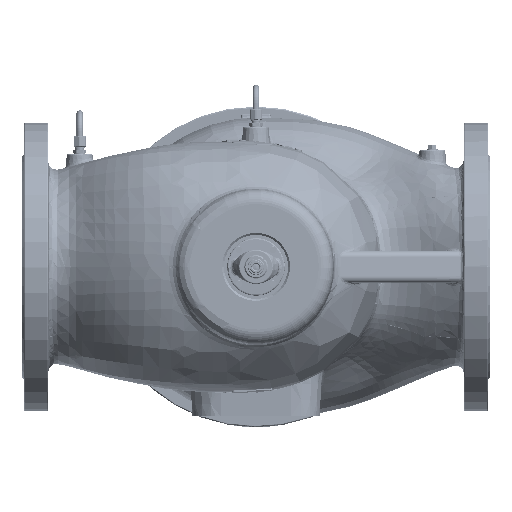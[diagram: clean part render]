
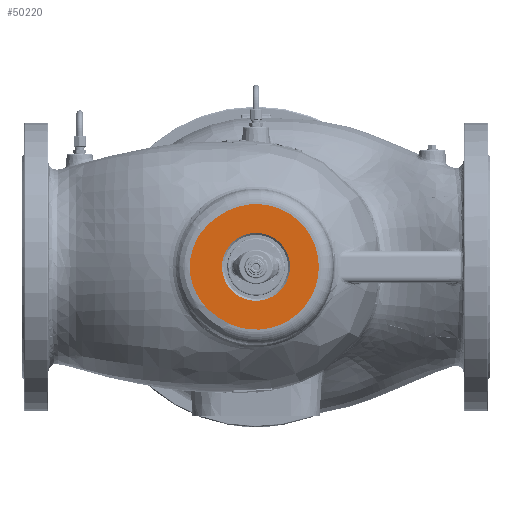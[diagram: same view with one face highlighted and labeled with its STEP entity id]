
A CAD part, front view. The second image highlights one B-rep face of the part: STEP entity #50220.
In plain terms, the highlighted planar face has unit normal (0, -1, 0).
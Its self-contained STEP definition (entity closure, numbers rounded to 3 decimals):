
#7220=CARTESIAN_POINT('',(0.,-257.,0.));
#7221=DIRECTION('',(0.,1.,0.));
#7222=DIRECTION('',(-0.423,0.,0.906));
#7223=AXIS2_PLACEMENT_3D('',#7220,#7221,#7222);
#7225=CARTESIAN_POINT('',(0.,-257.,0.));
#7226=DIRECTION('',(0.,1.,0.));
#7227=DIRECTION('',(1.,0.,-0.014));
#7228=AXIS2_PLACEMENT_3D('',#7225,#7226,#7227);
#7230=CARTESIAN_POINT('',(-41.476,-257.,-88.758));
#7231=CARTESIAN_POINT('',(-41.582,-257.,-88.708));
#7232=CARTESIAN_POINT('',(-43.917,-257.,
-87.616));
#7233=CARTESIAN_POINT('',(-48.377,-257.,
-85.356));
#7234=CARTESIAN_POINT('',(-54.626,-257.,
-81.746));
#7235=CARTESIAN_POINT('',(-60.514,-257.,
-77.892));
#7236=CARTESIAN_POINT('',(-66.067,-257.,
-73.79));
#7237=CARTESIAN_POINT('',(-71.352,-257.,
-69.379));
#7238=CARTESIAN_POINT('',(-76.361,-257.,
-64.622));
#7239=CARTESIAN_POINT('',(-80.676,-257.,
-59.932));
#7240=CARTESIAN_POINT('',(-83.229,-257.,
-56.779));
#7241=CARTESIAN_POINT('',(-84.29,-257.,
-55.393));
#7243=CARTESIAN_POINT('',(-84.29,-257.,
-55.393));
#7244=CARTESIAN_POINT('',(-87.218,-257.,
-51.567));
#7245=CARTESIAN_POINT('',(-92.727,-257.,
-43.1));
#7246=CARTESIAN_POINT('',(-98.921,-257.,
-29.073));
#7247=CARTESIAN_POINT('',(-102.614,-257.,-14.412));
#7248=CARTESIAN_POINT('',(-103.404,-257.,
-4.614));
#7249=CARTESIAN_POINT('',(-103.404,-257.,
0.));
#7251=CARTESIAN_POINT('',(-103.404,-257.,
0.));
#7252=CARTESIAN_POINT('',(-103.404,-257.,
4.608));
#7253=CARTESIAN_POINT('',(-102.616,-257.,14.4));
#7254=CARTESIAN_POINT('',(-98.927,-257.,
29.056));
#7255=CARTESIAN_POINT('',(-92.734,-257.,
43.089));
#7256=CARTESIAN_POINT('',(-87.222,-257.,
51.561));
#7257=CARTESIAN_POINT('',(-84.291,-257.,
55.391));
#7259=CARTESIAN_POINT('',(-84.291,-257.,
55.391));
#7260=CARTESIAN_POINT('',(-83.331,-257.,
56.646));
#7261=CARTESIAN_POINT('',(-80.91,-257.,
59.652));
#7262=CARTESIAN_POINT('',(-76.773,-257.,
64.199));
#7263=CARTESIAN_POINT('',(-71.85,-257.,
68.931));
#7264=CARTESIAN_POINT('',(-66.619,-257.,
73.355));
#7265=CARTESIAN_POINT('',(-61.054,-257.,
77.517));
#7266=CARTESIAN_POINT('',(-55.069,-257.,
81.477));
#7267=CARTESIAN_POINT('',(-48.658,-257.,
85.209));
#7268=CARTESIAN_POINT('',(-44.039,-257.,
87.558));
#7269=CARTESIAN_POINT('',(-41.608,-257.,88.696));
#7270=CARTESIAN_POINT('',(-41.476,-257.,88.758));
#7272=CARTESIAN_POINT('',(0.,-257.,0.));
#7273=DIRECTION('',(0.,-1.,0.));
#7274=DIRECTION('',(-1.,0.,0.));
#7275=AXIS2_PLACEMENT_3D('',#7272,#7273,#7274);
#7277=CARTESIAN_POINT('',(0.,-257.,0.));
#7278=DIRECTION('',(0.,-1.,0.));
#7279=DIRECTION('',(1.,0.,0.));
#7280=AXIS2_PLACEMENT_3D('',#7277,#7278,#7279);
#26292=CARTESIAN_POINT('',(-41.476,-257.,88.758));
#26293=VERTEX_POINT('',#26292);
#26294=VERTEX_POINT('',#7259);
#26301=CARTESIAN_POINT('',(-41.476,-257.,-88.758));
#26302=VERTEX_POINT('',#26301);
#26303=CARTESIAN_POINT('',(97.961,-257.,-1.329));
#26304=VERTEX_POINT('',#26303);
#28321=CARTESIAN_POINT('',(-53.,-257.,0.));
#28322=CARTESIAN_POINT('',(53.,-257.,0.));
#28323=VERTEX_POINT('',#28321);
#28324=VERTEX_POINT('',#28322);
#28325=VERTEX_POINT('',#7241);
#28326=VERTEX_POINT('',#7249);
#50199=CARTESIAN_POINT('',(0.,-257.,0.));
#50200=DIRECTION('',(0.,-1.,0.));
#50201=DIRECTION('',(1.,0.,0.));
#50202=AXIS2_PLACEMENT_3D('',#50199,#50200,#50201);
#50203=PLANE('',#50202);
#50204=ORIENTED_EDGE('',*,*,#32783,.T.);
#50205=ORIENTED_EDGE('',*,*,#32781,.T.);
#50207=ORIENTED_EDGE('',*,*,#50206,.T.);
#50209=ORIENTED_EDGE('',*,*,#50208,.T.);
#50211=ORIENTED_EDGE('',*,*,#50210,.T.);
#50212=ORIENTED_EDGE('',*,*,#32760,.T.);
#50213=EDGE_LOOP('',(#50204,#50205,#50207,#50209,#50211,#50212));
#50214=FACE_OUTER_BOUND('',#50213,.F.);
#50215=ORIENTED_EDGE('',*,*,#50189,.T.);
#50217=ORIENTED_EDGE('',*,*,#50216,.T.);
#50218=EDGE_LOOP('',(#50215,#50217));
#50219=FACE_BOUND('',#50218,.F.);
#50220=ADVANCED_FACE('',(#50214,#50219),#50203,.T.);
#7224=CIRCLE('',#7223,97.97);
#7229=CIRCLE('',#7228,97.97);
#7242=B_SPLINE_CURVE_WITH_KNOTS('',3,(#7230,#7231,#7232,#7233,#7234,#7235,#7236,
#7237,#7238,#7239,#7240,#7241),.UNSPECIFIED.,.F.,.F.,(4,1,1,1,1,1,1,1,1,4),
(0.,0.006,0.14,0.272,0.399,
0.524,0.649,0.776,0.903,1.),
.UNSPECIFIED.);
#7250=B_SPLINE_CURVE_WITH_KNOTS('',3,(#7243,#7244,#7245,#7246,#7247,#7248,
#7249),.UNSPECIFIED.,.F.,.F.,(4,1,1,1,4),(0.,0.243,
0.507,0.767,1.),.UNSPECIFIED.);
#7258=B_SPLINE_CURVE_WITH_KNOTS('',3,(#7251,#7252,#7253,#7254,#7255,#7256,
#7257),.UNSPECIFIED.,.F.,.F.,(4,1,1,1,4),(0.,0.232,
0.493,0.757,1.),.UNSPECIFIED.);
#7271=B_SPLINE_CURVE_WITH_KNOTS('',3,(#7259,#7260,#7261,#7262,#7263,#7264,#7265,
#7266,#7267,#7268,#7269,#7270),.UNSPECIFIED.,.F.,.F.,(4,1,1,1,1,1,1,1,1,4),
(0.,0.087,0.213,0.339,0.463,
0.589,0.718,0.854,0.992,1.),
.UNSPECIFIED.);
#7276=CIRCLE('',#7275,53.);
#7281=CIRCLE('',#7280,53.);
#32760=EDGE_CURVE('',#26294,#26293,#7271,.T.);
#32781=EDGE_CURVE('',#26304,#26302,#7229,.T.);
#32783=EDGE_CURVE('',#26293,#26304,#7224,.T.);
#50189=EDGE_CURVE('',#28323,#28324,#7276,.T.);
#50206=EDGE_CURVE('',#26302,#28325,#7242,.T.);
#50208=EDGE_CURVE('',#28325,#28326,#7250,.T.);
#50210=EDGE_CURVE('',#28326,#26294,#7258,.T.);
#50216=EDGE_CURVE('',#28324,#28323,#7281,.T.);
